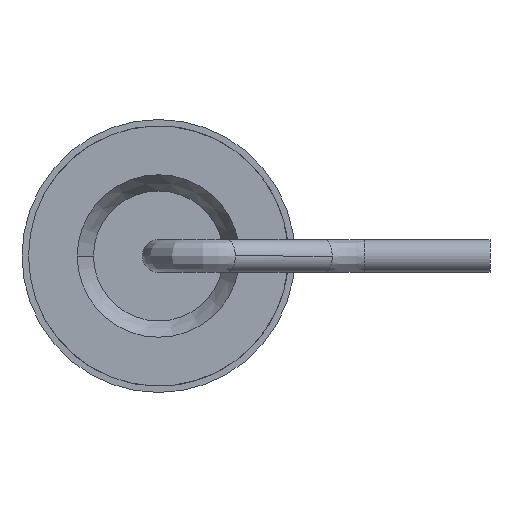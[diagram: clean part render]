
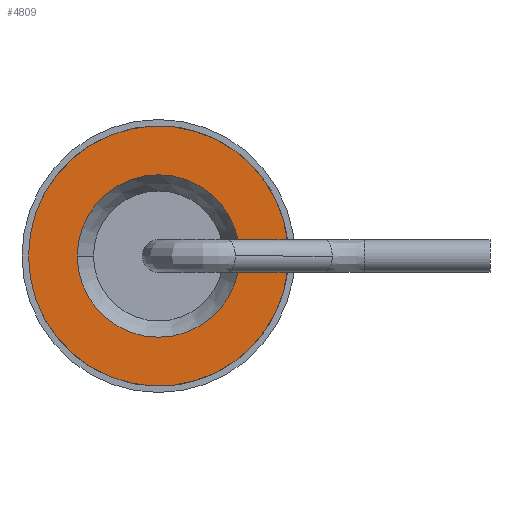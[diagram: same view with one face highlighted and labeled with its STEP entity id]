
A CAD part, front view. The second image highlights one B-rep face of the part: STEP entity #4809.
In plain terms, the highlighted planar face has unit normal (0, -1, 0).
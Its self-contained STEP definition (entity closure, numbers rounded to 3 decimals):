
#13 = DIRECTION ( 'NONE',  ( 0., 1., 0. ) ) ;
#475 = CARTESIAN_POINT ( 'NONE',  ( 3.649, -5., 0. ) ) ;
#973 = ORIENTED_EDGE ( 'NONE', *, *, #3116, .T. ) ;
#1078 = CARTESIAN_POINT ( 'NONE',  ( 3.982, -5., 0.382 ) ) ;
#1190 = CIRCLE ( 'NONE', #16478, 4. ) ;
#1346 = CARTESIAN_POINT ( 'NONE',  ( 3.982, -5., 0.382 ) ) ;
#1791 = VERTEX_POINT ( 'NONE', #475 ) ;
#2560 = CARTESIAN_POINT ( 'NONE',  ( 3.649, -5., 0. ) ) ;
#2869 = CIRCLE ( 'NONE', #14797, 2.5 ) ;
#3116 = EDGE_CURVE ( 'NONE', #14689, #1791, #8600, .T. ) ;
#3701 = DIRECTION ( 'NONE',  ( 0., -1., 0. ) ) ;
#4024 = DIRECTION ( 'NONE',  ( 1., 0., 0. ) ) ;
#4050 = CARTESIAN_POINT ( 'NONE',  ( 0., -5., 0. ) ) ;
#4809 = ADVANCED_FACE ( 'NONE', ( #4880, #11402 ), #9809, .T. ) ;
#4880 = FACE_BOUND ( 'NONE', #20416, .T. ) ;
#5170 = CARTESIAN_POINT ( 'NONE',  ( 0., -5., 0. ) ) ;
#5486 =( BOUNDED_CURVE ( )  B_SPLINE_CURVE ( 3, ( #2560, #7551, #15576, #1078 ),
 .UNSPECIFIED., .F., .T. ) 
 B_SPLINE_CURVE_WITH_KNOTS ( ( 4, 4 ),
 ( 3.142, 4.012 ),
 .UNSPECIFIED. ) 
 CURVE ( )  GEOMETRIC_REPRESENTATION_ITEM ( )  RATIONAL_B_SPLINE_CURVE ( ( 1., 0.938, 0.938, 1. ) ) 
 REPRESENTATION_ITEM ( '' )  );
#5883 = CIRCLE ( 'NONE', #19843, 2.5 ) ;
#5911 = CIRCLE ( 'NONE', #12406, 4. ) ;
#6158 = DIRECTION ( 'NONE',  ( -1., 0., 0. ) ) ;
#6446 = CARTESIAN_POINT ( 'NONE',  ( 3.767, -5., -0.286 ) ) ;
#6467 = EDGE_CURVE ( 'NONE', #1791, #15446, #5486, .T. ) ;
#7551 = CARTESIAN_POINT ( 'NONE',  ( 3.649, -5., 0.15 ) ) ;
#7654 = ORIENTED_EDGE ( 'NONE', *, *, #17691, .F. ) ;
#7753 = CARTESIAN_POINT ( 'NONE',  ( -2.5, -5., 0. ) ) ;
#8103 = VERTEX_POINT ( 'NONE', #7753 ) ;
#8141 = CARTESIAN_POINT ( 'NONE',  ( 3.649, -5., 0. ) ) ;
#8600 =( BOUNDED_CURVE ( )  B_SPLINE_CURVE ( 3, ( #16260, #6446, #19153, #8141 ),
 .UNSPECIFIED., .F., .T. ) 
 B_SPLINE_CURVE_WITH_KNOTS ( ( 4, 4 ),
 ( 2.272, 3.142 ),
 .UNSPECIFIED. ) 
 CURVE ( )  GEOMETRIC_REPRESENTATION_ITEM ( )  RATIONAL_B_SPLINE_CURVE ( ( 1., 0.938, 0.938, 1. ) ) 
 REPRESENTATION_ITEM ( '' )  );
#8601 = CARTESIAN_POINT ( 'NONE',  ( 0., -5., 0. ) ) ;
#9559 = ORIENTED_EDGE ( 'NONE', *, *, #12217, .T. ) ;
#9681 = DIRECTION ( 'NONE',  ( -1., 0., 0. ) ) ;
#9809 = PLANE ( 'NONE',  #11754 ) ;
#10395 = EDGE_LOOP ( 'NONE', ( #20760, #973, #11542, #7654 ) ) ;
#10610 = CARTESIAN_POINT ( 'NONE',  ( 0., -5., 0. ) ) ;
#11402 = FACE_OUTER_BOUND ( 'NONE', #10395, .T. ) ;
#11542 = ORIENTED_EDGE ( 'NONE', *, *, #6467, .T. ) ;
#11578 = VERTEX_POINT ( 'NONE', #15539 ) ;
#11754 = AXIS2_PLACEMENT_3D ( 'NONE', #8601, #3701, #4024 ) ;
#12169 = DIRECTION ( 'NONE',  ( -1., 0., 0. ) ) ;
#12217 = EDGE_CURVE ( 'NONE', #8103, #15127, #5883, .T. ) ;
#12406 = AXIS2_PLACEMENT_3D ( 'NONE', #4050, #18556, #12169 ) ;
#14689 = VERTEX_POINT ( 'NONE', #18818 ) ;
#14707 = CARTESIAN_POINT ( 'NONE',  ( 0., -5., 0. ) ) ;
#14797 = AXIS2_PLACEMENT_3D ( 'NONE', #10610, #16902, #15316 ) ;
#15127 = VERTEX_POINT ( 'NONE', #17034 ) ;
#15316 = DIRECTION ( 'NONE',  ( -1., 0., 0. ) ) ;
#15436 = ORIENTED_EDGE ( 'NONE', *, *, #18091, .T. ) ;
#15446 = VERTEX_POINT ( 'NONE', #1346 ) ;
#15539 = CARTESIAN_POINT ( 'NONE',  ( -4., -5., 0. ) ) ;
#15576 = CARTESIAN_POINT ( 'NONE',  ( 3.767, -5., 0.286 ) ) ;
#16260 = CARTESIAN_POINT ( 'NONE',  ( 3.982, -5., -0.382 ) ) ;
#16288 = DIRECTION ( 'NONE',  ( 0., 1., 0. ) ) ;
#16478 = AXIS2_PLACEMENT_3D ( 'NONE', #5170, #13, #9681 ) ;
#16902 = DIRECTION ( 'NONE',  ( 0., 1., 0. ) ) ;
#17034 = CARTESIAN_POINT ( 'NONE',  ( 2.5, -5., 0. ) ) ;
#17691 = EDGE_CURVE ( 'NONE', #11578, #15446, #5911, .T. ) ;
#18091 = EDGE_CURVE ( 'NONE', #15127, #8103, #2869, .T. ) ;
#18556 = DIRECTION ( 'NONE',  ( 0., 1., 0. ) ) ;
#18818 = CARTESIAN_POINT ( 'NONE',  ( 3.982, -5., -0.382 ) ) ;
#19114 = EDGE_CURVE ( 'NONE', #14689, #11578, #1190, .T. ) ;
#19153 = CARTESIAN_POINT ( 'NONE',  ( 3.649, -5., -0.15 ) ) ;
#19843 = AXIS2_PLACEMENT_3D ( 'NONE', #14707, #16288, #6158 ) ;
#20416 = EDGE_LOOP ( 'NONE', ( #15436, #9559 ) ) ;
#20760 = ORIENTED_EDGE ( 'NONE', *, *, #19114, .F. ) ;
